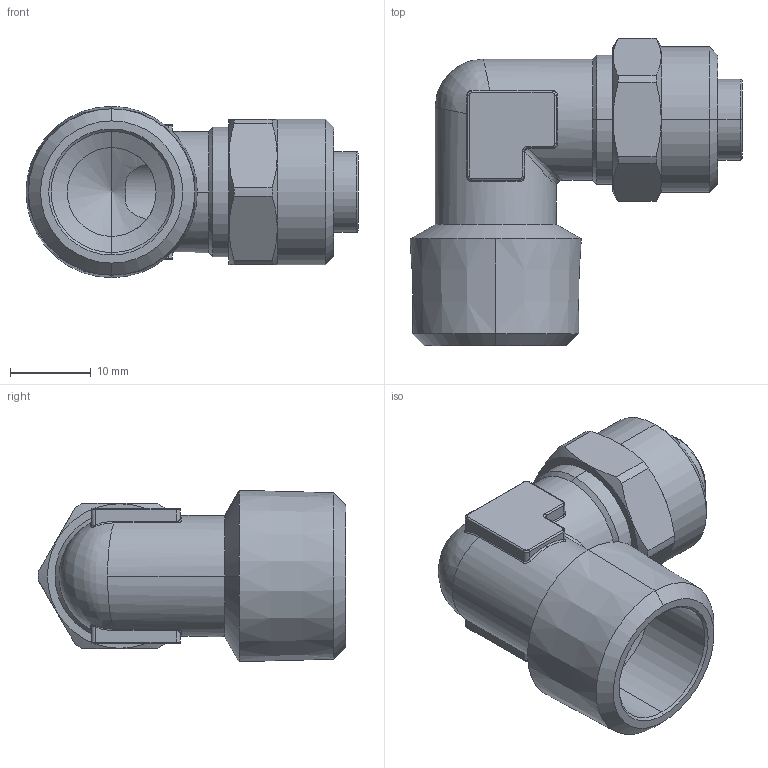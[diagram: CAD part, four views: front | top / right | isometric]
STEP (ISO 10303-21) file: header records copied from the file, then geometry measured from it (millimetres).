
FILE_DESCRIPTION (( 'STEP AP203' ), '1' );
FILE_NAME ('02060064.STEP', '2011-09-20T13:53:35', ( '' ), ( 'sopra-pneumatic' ), 'SwSTEP 2.0', 'SolidWorks 2011', '' );
FILE_SCHEMA (( 'CONFIG_CONTROL_DESIGN' ));
Length unit declared in the file: millimetre
Products named in the file (1): 02060064
Bounding box: 41.11 x 38.1 x 21.21 mm (x, y, z)
Volume: 8298.9 mm3; surface area: 5785.2 mm2
Topology: 1 solids, 1 shells, 153 faces, 359 edges, 209 vertices
Faces by surface type: cylinder 58, cone 28, plane 25, bspline 22, torus 20
Entity records: 5146 total; most frequent: CARTESIAN_POINT 1703, DIRECTION 716, ORIENTED_EDGE 714, EDGE_CURVE 357, AXIS2_PLACEMENT_3D 299, VERTEX_POINT 209, CIRCLE 167, EDGE_LOOP 158
